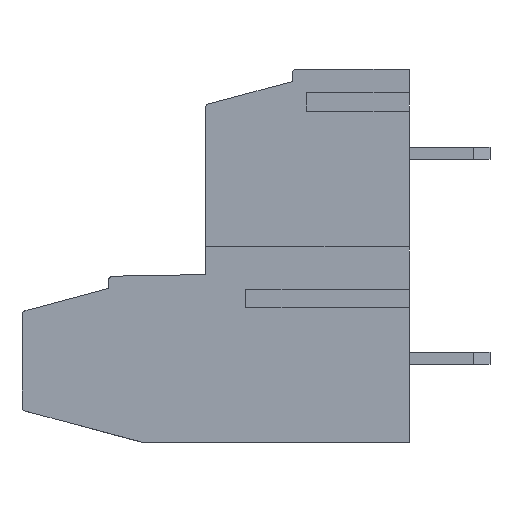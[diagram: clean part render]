
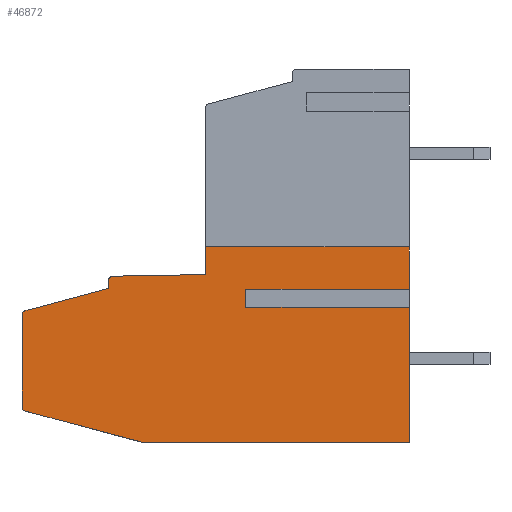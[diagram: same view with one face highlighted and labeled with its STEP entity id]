
A CAD part, left-side view. The second image highlights one B-rep face of the part: STEP entity #46872.
In plain terms, the highlighted planar face has unit normal (-1, 0, 0).
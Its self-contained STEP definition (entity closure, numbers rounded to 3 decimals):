
#809 = VERTEX_POINT ( 'NONE', #31982 ) ;
#869 = EDGE_CURVE ( 'NONE', #3792, #30309, #8050, .T. ) ;
#887 = AXIS2_PLACEMENT_3D ( 'NONE', #1839, #45315, #12757 ) ;
#1222 = CARTESIAN_POINT ( 'NONE',  ( -2.54, 0., 2.7 ) ) ;
#1530 = EDGE_CURVE ( 'NONE', #17963, #19186, #25978, .T. ) ;
#1839 = CARTESIAN_POINT ( 'NONE',  ( -2.54, 19., -2.429 ) ) ;
#2297 = CIRCLE ( 'NONE', #11431, 0.2 ) ;
#2347 = DIRECTION ( 'NONE',  ( 0., 0., -1. ) ) ;
#2367 = CARTESIAN_POINT ( 'NONE',  ( -2.54, 19.2, -4.19 ) ) ;
#2830 = ORIENTED_EDGE ( 'NONE', *, *, #38139, .T. ) ;
#3348 = DIRECTION ( 'NONE',  ( -1., 0., 0. ) ) ;
#3672 = CARTESIAN_POINT ( 'NONE',  ( -2.54, 19.2, 5.51 ) ) ;
#3792 = VERTEX_POINT ( 'NONE', #33107 ) ;
#3906 = CARTESIAN_POINT ( 'NONE',  ( -2.54, 10.1, 4.14 ) ) ;
#3937 = ORIENTED_EDGE ( 'NONE', *, *, #17680, .F. ) ;
#5302 = VECTOR ( 'NONE', #32460, 1000. ) ;
#5862 = CARTESIAN_POINT ( 'NONE',  ( -2.54, 8.1, 3.236 ) ) ;
#6634 = EDGE_CURVE ( 'NONE', #809, #19044, #10558, .T. ) ;
#6902 = ORIENTED_EDGE ( 'NONE', *, *, #21669, .F. ) ;
#7338 = VECTOR ( 'NONE', #10448, 1000. ) ;
#7364 = VECTOR ( 'NONE', #36650, 1000. ) ;
#7830 = CARTESIAN_POINT ( 'NONE',  ( -2.54, 0., -4.19 ) ) ;
#7962 = DIRECTION ( 'NONE',  ( 0., -0.966, 0.259 ) ) ;
#8050 = LINE ( 'NONE', #43423, #5302 ) ;
#8986 = VERTEX_POINT ( 'NONE', #28585 ) ;
#9087 = ORIENTED_EDGE ( 'NONE', *, *, #33953, .T. ) ;
#9325 = DIRECTION ( 'NONE',  ( 0., -1., 0. ) ) ;
#9940 = ORIENTED_EDGE ( 'NONE', *, *, #27635, .T. ) ;
#9966 = CARTESIAN_POINT ( 'NONE',  ( -2.54, 14.7, 3.86 ) ) ;
#10197 = AXIS2_PLACEMENT_3D ( 'NONE', #11284, #15794, #12677 ) ;
#10240 = ORIENTED_EDGE ( 'NONE', *, *, #6634, .F. ) ;
#10448 = DIRECTION ( 'NONE',  ( 0., -1., 0. ) ) ;
#10557 = VERTEX_POINT ( 'NONE', #42773 ) ;
#10558 = LINE ( 'NONE', #43536, #20637 ) ;
#11200 = ORIENTED_EDGE ( 'NONE', *, *, #869, .T. ) ;
#11284 = CARTESIAN_POINT ( 'NONE',  ( -2.54, 19.2, -4.19 ) ) ;
#11405 = EDGE_LOOP ( 'NONE', ( #10240, #9087, #44380, #3937, #45852, #16438, #21627, #34155, #2830, #11200, #11716, #19722, #9940, #13737, #38085, #6902 ) ) ;
#11431 = AXIS2_PLACEMENT_3D ( 'NONE', #25080, #3348, #21735 ) ;
#11716 = ORIENTED_EDGE ( 'NONE', *, *, #15187, .F. ) ;
#12301 = AXIS2_PLACEMENT_3D ( 'NONE', #9966, #17827, #2347 ) ;
#12677 = DIRECTION ( 'NONE',  ( 0., 0., -1. ) ) ;
#12757 = DIRECTION ( 'NONE',  ( 0., 0., -1. ) ) ;
#13074 = CARTESIAN_POINT ( 'NONE',  ( -2.54, 19.052, -2.622 ) ) ;
#13245 = CARTESIAN_POINT ( 'NONE',  ( -2.54, 14.9, 3.456 ) ) ;
#13360 = CARTESIAN_POINT ( 'NONE',  ( -2.54, 10.1, 4.14 ) ) ;
#13737 = ORIENTED_EDGE ( 'NONE', *, *, #1530, .T. ) ;
#14877 = FACE_OUTER_BOUND ( 'NONE', #11405, .T. ) ;
#15187 = EDGE_CURVE ( 'NONE', #34415, #30309, #24373, .T. ) ;
#15794 = DIRECTION ( 'NONE',  ( 1., 0., 0. ) ) ;
#16438 = ORIENTED_EDGE ( 'NONE', *, *, #45847, .F. ) ;
#17469 = EDGE_CURVE ( 'NONE', #46099, #46219, #46005, .T. ) ;
#17492 = CARTESIAN_POINT ( 'NONE',  ( -2.54, 19.2, -4.19 ) ) ;
#17680 = EDGE_CURVE ( 'NONE', #20478, #46099, #36885, .T. ) ;
#17827 = DIRECTION ( 'NONE',  ( -1., 0., 0. ) ) ;
#17963 = VERTEX_POINT ( 'NONE', #25809 ) ;
#19044 = VERTEX_POINT ( 'NONE', #13360 ) ;
#19186 = VERTEX_POINT ( 'NONE', #24838 ) ;
#19535 = VERTEX_POINT ( 'NONE', #13074 ) ;
#19722 = ORIENTED_EDGE ( 'NONE', *, *, #45311, .F. ) ;
#19914 = CARTESIAN_POINT ( 'NONE',  ( -2.54, 19.2, 2.151 ) ) ;
#20478 = VERTEX_POINT ( 'NONE', #31462 ) ;
#20492 = CARTESIAN_POINT ( 'NONE',  ( -2.54, 14.9, 3.456 ) ) ;
#20637 = VECTOR ( 'NONE', #35228, 1000. ) ;
#21406 = CARTESIAN_POINT ( 'NONE',  ( -2.54, 19.2, -2.429 ) ) ;
#21627 = ORIENTED_EDGE ( 'NONE', *, *, #34129, .T. ) ;
#21669 = EDGE_CURVE ( 'NONE', #19044, #8986, #22047, .T. ) ;
#21735 = DIRECTION ( 'NONE',  ( 0., 0., -1. ) ) ;
#22047 = LINE ( 'NONE', #3906, #27739 ) ;
#23769 = CIRCLE ( 'NONE', #887, 0.2 ) ;
#24178 = EDGE_CURVE ( 'NONE', #8986, #19186, #25639, .T. ) ;
#24373 = LINE ( 'NONE', #38260, #41982 ) ;
#24575 = CARTESIAN_POINT ( 'NONE',  ( -2.54, 14.9, 3.86 ) ) ;
#24838 = CARTESIAN_POINT ( 'NONE',  ( -2.54, 0., 5.51 ) ) ;
#25080 = CARTESIAN_POINT ( 'NONE',  ( -2.54, 19., 2.151 ) ) ;
#25639 = LINE ( 'NONE', #3672, #7364 ) ;
#25809 = CARTESIAN_POINT ( 'NONE',  ( -2.54, 0., 3.236 ) ) ;
#25978 = LINE ( 'NONE', #7830, #32212 ) ;
#26114 = CARTESIAN_POINT ( 'NONE',  ( -2.54, 8.1, 2.7 ) ) ;
#27557 = CARTESIAN_POINT ( 'NONE',  ( -2.54, 13.2, -4.19 ) ) ;
#27635 = EDGE_CURVE ( 'NONE', #10557, #17963, #41952, .T. ) ;
#27739 = VECTOR ( 'NONE', #32110, 1000. ) ;
#28585 = CARTESIAN_POINT ( 'NONE',  ( -2.54, 10.1, 5.51 ) ) ;
#29479 = PLANE ( 'NONE',  #10197 ) ;
#30119 = EDGE_CURVE ( 'NONE', #33898, #19535, #30903, .T. ) ;
#30309 = VERTEX_POINT ( 'NONE', #1222 ) ;
#30524 = DIRECTION ( 'NONE',  ( 0., 0., 1. ) ) ;
#30686 = VECTOR ( 'NONE', #38830, 1000. ) ;
#30903 = LINE ( 'NONE', #27557, #38781 ) ;
#31404 = EDGE_CURVE ( 'NONE', #20478, #42531, #2297, .T. ) ;
#31462 = CARTESIAN_POINT ( 'NONE',  ( -2.54, 19.052, 2.344 ) ) ;
#31517 = CIRCLE ( 'NONE', #12301, 0.2 ) ;
#31974 = CARTESIAN_POINT ( 'NONE',  ( -2.54, 8.1, 3.236 ) ) ;
#31982 = CARTESIAN_POINT ( 'NONE',  ( -2.54, 14.703, 4.06 ) ) ;
#32100 = DIRECTION ( 'NONE',  ( 0., 0., 1. ) ) ;
#32110 = DIRECTION ( 'NONE',  ( 0., 0., 1. ) ) ;
#32212 = VECTOR ( 'NONE', #30524, 1000. ) ;
#32350 = VECTOR ( 'NONE', #32100, 1000. ) ;
#32460 = DIRECTION ( 'NONE',  ( 0., 0., 1. ) ) ;
#33107 = CARTESIAN_POINT ( 'NONE',  ( -2.54, 0., -4.19 ) ) ;
#33898 = VERTEX_POINT ( 'NONE', #37004 ) ;
#33953 = EDGE_CURVE ( 'NONE', #809, #46219, #31517, .T. ) ;
#34129 = EDGE_CURVE ( 'NONE', #35369, #19535, #23769, .T. ) ;
#34155 = ORIENTED_EDGE ( 'NONE', *, *, #30119, .F. ) ;
#34263 = DIRECTION ( 'NONE',  ( 0., 0.966, 0.259 ) ) ;
#34415 = VERTEX_POINT ( 'NONE', #26114 ) ;
#35228 = DIRECTION ( 'NONE',  ( 0., -1., 0.017 ) ) ;
#35356 = LINE ( 'NONE', #2367, #7338 ) ;
#35369 = VERTEX_POINT ( 'NONE', #21406 ) ;
#36650 = DIRECTION ( 'NONE',  ( 0., -1., 0. ) ) ;
#36885 = LINE ( 'NONE', #44994, #42143 ) ;
#37004 = CARTESIAN_POINT ( 'NONE',  ( -2.54, 13.2, -4.19 ) ) ;
#38085 = ORIENTED_EDGE ( 'NONE', *, *, #24178, .F. ) ;
#38139 = EDGE_CURVE ( 'NONE', #33898, #3792, #35356, .T. ) ;
#38260 = CARTESIAN_POINT ( 'NONE',  ( -2.54, 8.1, 2.7 ) ) ;
#38781 = VECTOR ( 'NONE', #34263, 1000. ) ;
#38830 = DIRECTION ( 'NONE',  ( 0., 0., 1. ) ) ;
#39605 = LINE ( 'NONE', #31974, #40670 ) ;
#40670 = VECTOR ( 'NONE', #42475, 1000. ) ;
#40896 = VECTOR ( 'NONE', #41711, 1000. ) ;
#41711 = DIRECTION ( 'NONE',  ( 0., -1., 0. ) ) ;
#41952 = LINE ( 'NONE', #5862, #40896 ) ;
#41982 = VECTOR ( 'NONE', #9325, 1000. ) ;
#42143 = VECTOR ( 'NONE', #7962, 1000. ) ;
#42475 = DIRECTION ( 'NONE',  ( 0., 0., -1. ) ) ;
#42531 = VERTEX_POINT ( 'NONE', #19914 ) ;
#42773 = CARTESIAN_POINT ( 'NONE',  ( -2.54, 8.1, 3.236 ) ) ;
#43423 = CARTESIAN_POINT ( 'NONE',  ( -2.54, 0., -4.19 ) ) ;
#43536 = CARTESIAN_POINT ( 'NONE',  ( -2.54, 14.9, 4.056 ) ) ;
#44380 = ORIENTED_EDGE ( 'NONE', *, *, #17469, .F. ) ;
#44994 = CARTESIAN_POINT ( 'NONE',  ( -2.54, 19.2, 2.304 ) ) ;
#45311 = EDGE_CURVE ( 'NONE', #10557, #34415, #39605, .T. ) ;
#45315 = DIRECTION ( 'NONE',  ( -1., 0., 0. ) ) ;
#45739 = LINE ( 'NONE', #17492, #32350 ) ;
#45847 = EDGE_CURVE ( 'NONE', #35369, #42531, #45739, .T. ) ;
#45852 = ORIENTED_EDGE ( 'NONE', *, *, #31404, .T. ) ;
#46005 = LINE ( 'NONE', #13245, #30686 ) ;
#46099 = VERTEX_POINT ( 'NONE', #20492 ) ;
#46219 = VERTEX_POINT ( 'NONE', #24575 ) ;
#46872 = ADVANCED_FACE ( 'NONE', ( #14877 ), #29479, .F. ) ;
